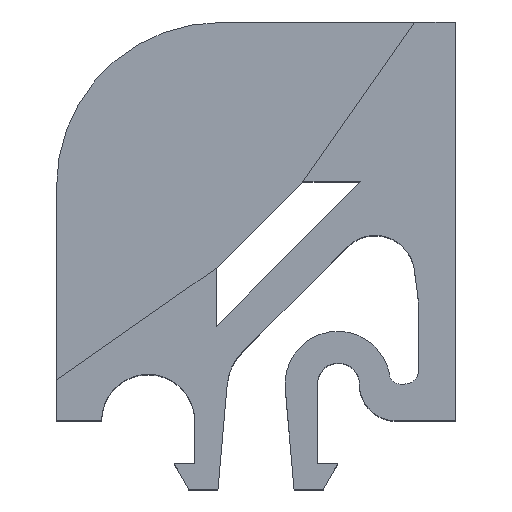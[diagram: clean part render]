
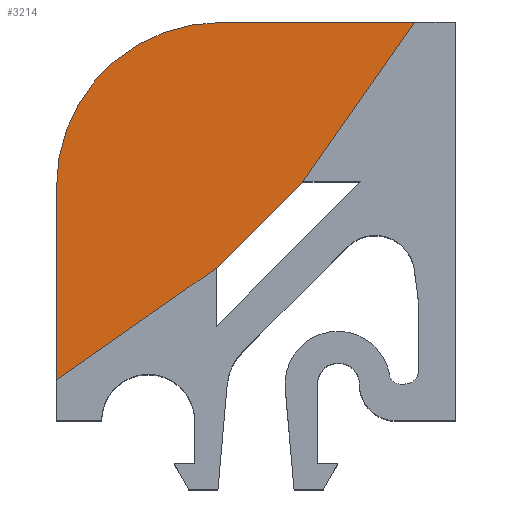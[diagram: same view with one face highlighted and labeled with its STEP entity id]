
A CAD part, top view. The second image highlights one B-rep face of the part: STEP entity #3214.
In plain terms, the highlighted planar face has unit normal (0, 0, 1).
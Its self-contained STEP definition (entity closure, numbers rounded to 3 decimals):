
#166 = VERTEX_POINT('',#167);
#167 = CARTESIAN_POINT('',(0.25,2.,2.));
#181 = PLANE('',#182);
#182 = AXIS2_PLACEMENT_3D('',#183,#184,#185);
#183 = CARTESIAN_POINT('',(0.25,2.,0.));
#184 = DIRECTION('',(-0.574,0.819,0.));
#185 = DIRECTION('',(0.819,0.574,0.));
#209 = PLANE('',#210);
#210 = AXIS2_PLACEMENT_3D('',#211,#212,#213);
#211 = CARTESIAN_POINT('',(0.25,2.,0.));
#212 = DIRECTION('',(-1.,0.,0.));
#213 = DIRECTION('',(0.,1.,0.));
#1919 = PLANE('',#1920);
#1920 = AXIS2_PLACEMENT_3D('',#1921,#1922,#1923);
#1921 = CARTESIAN_POINT('',(12.29,11.703,0.));
#1922 = DIRECTION('',(-0.819,0.574,0.));
#1923 = DIRECTION('',(0.574,0.819,0.));
#2026 = EDGE_CURVE('',#166,#2027,#2029,.T.);
#2027 = VERTEX_POINT('',#2028);
#2028 = CARTESIAN_POINT('',(0.25,11.5,2.));
#2029 = SURFACE_CURVE('',#2030,(#2034,#2041),.PCURVE_S1.);
#2030 = LINE('',#2031,#2032);
#2031 = CARTESIAN_POINT('',(0.25,2.,2.));
#2032 = VECTOR('',#2033,1.);
#2033 = DIRECTION('',(0.,1.,0.));
#2034 = PCURVE('',#209,#2035);
#2035 = DEFINITIONAL_REPRESENTATION('',(#2036),#2040);
#2036 = LINE('',#2037,#2038);
#2037 = CARTESIAN_POINT('',(0.,-2.));
#2038 = VECTOR('',#2039,1.);
#2039 = DIRECTION('',(1.,0.));
#2040 = ( GEOMETRIC_REPRESENTATION_CONTEXT(2) 
PARAMETRIC_REPRESENTATION_CONTEXT() REPRESENTATION_CONTEXT('2D SPACE',''
  ) );
#2041 = PCURVE('',#2042,#2047);
#2042 = PLANE('',#2043);
#2043 = AXIS2_PLACEMENT_3D('',#2044,#2045,#2046);
#2044 = CARTESIAN_POINT('',(7.262,12.488,2.));
#2045 = DIRECTION('',(0.,0.,1.));
#2046 = DIRECTION('',(1.,0.,0.));
#2047 = DEFINITIONAL_REPRESENTATION('',(#2048),#2052);
#2048 = LINE('',#2049,#2050);
#2049 = CARTESIAN_POINT('',(-7.012,-10.488));
#2050 = VECTOR('',#2051,1.);
#2051 = DIRECTION('',(0.,1.));
#2052 = ( GEOMETRIC_REPRESENTATION_CONTEXT(2) 
PARAMETRIC_REPRESENTATION_CONTEXT() REPRESENTATION_CONTEXT('2D SPACE',''
  ) );
#2070 = CYLINDRICAL_SURFACE('',#2071,8.);
#2071 = AXIS2_PLACEMENT_3D('',#2072,#2073,#2074);
#2072 = CARTESIAN_POINT('',(8.25,11.5,0.));
#2073 = DIRECTION('',(-0.,-0.,-1.));
#2074 = DIRECTION('',(1.,0.,0.));
#2106 = EDGE_CURVE('',#166,#2107,#2109,.T.);
#2107 = VERTEX_POINT('',#2108);
#2108 = CARTESIAN_POINT('',(8.047,7.46,2.));
#2109 = SURFACE_CURVE('',#2110,(#2114,#2121),.PCURVE_S1.);
#2110 = LINE('',#2111,#2112);
#2111 = CARTESIAN_POINT('',(0.25,2.,2.));
#2112 = VECTOR('',#2113,1.);
#2113 = DIRECTION('',(0.819,0.574,0.));
#2114 = PCURVE('',#181,#2115);
#2115 = DEFINITIONAL_REPRESENTATION('',(#2116),#2120);
#2116 = LINE('',#2117,#2118);
#2117 = CARTESIAN_POINT('',(0.,-2.));
#2118 = VECTOR('',#2119,1.);
#2119 = DIRECTION('',(1.,0.));
#2120 = ( GEOMETRIC_REPRESENTATION_CONTEXT(2) 
PARAMETRIC_REPRESENTATION_CONTEXT() REPRESENTATION_CONTEXT('2D SPACE',''
  ) );
#2121 = PCURVE('',#2042,#2122);
#2122 = DEFINITIONAL_REPRESENTATION('',(#2123),#2127);
#2123 = LINE('',#2124,#2125);
#2124 = CARTESIAN_POINT('',(-7.012,-10.488));
#2125 = VECTOR('',#2126,1.);
#2126 = DIRECTION('',(0.819,0.574));
#2127 = ( GEOMETRIC_REPRESENTATION_CONTEXT(2) 
PARAMETRIC_REPRESENTATION_CONTEXT() REPRESENTATION_CONTEXT('2D SPACE',''
  ) );
#2887 = VERTEX_POINT('',#2888);
#2888 = CARTESIAN_POINT('',(17.75,19.5,2.));
#2923 = PLANE('',#2924);
#2924 = AXIS2_PLACEMENT_3D('',#2925,#2926,#2927);
#2925 = CARTESIAN_POINT('',(17.75,19.5,0.));
#2926 = DIRECTION('',(0.,-1.,0.));
#2927 = DIRECTION('',(-1.,0.,0.));
#2954 = PLANE('',#2955);
#2955 = AXIS2_PLACEMENT_3D('',#2956,#2957,#2958);
#2956 = CARTESIAN_POINT('',(8.047,7.46,0.));
#2957 = DIRECTION('',(-0.707,0.707,0.));
#2958 = DIRECTION('',(0.707,0.707,0.));
#3039 = VERTEX_POINT('',#3040);
#3040 = CARTESIAN_POINT('',(12.29,11.703,2.));
#3141 = EDGE_CURVE('',#3039,#2887,#3142,.T.);
#3142 = SURFACE_CURVE('',#3143,(#3147,#3154),.PCURVE_S1.);
#3143 = LINE('',#3144,#3145);
#3144 = CARTESIAN_POINT('',(12.29,11.703,2.));
#3145 = VECTOR('',#3146,1.);
#3146 = DIRECTION('',(0.574,0.819,0.));
#3147 = PCURVE('',#1919,#3148);
#3148 = DEFINITIONAL_REPRESENTATION('',(#3149),#3153);
#3149 = LINE('',#3150,#3151);
#3150 = CARTESIAN_POINT('',(0.,-2.));
#3151 = VECTOR('',#3152,1.);
#3152 = DIRECTION('',(1.,0.));
#3153 = ( GEOMETRIC_REPRESENTATION_CONTEXT(2) 
PARAMETRIC_REPRESENTATION_CONTEXT() REPRESENTATION_CONTEXT('2D SPACE',''
  ) );
#3154 = PCURVE('',#2042,#3155);
#3155 = DEFINITIONAL_REPRESENTATION('',(#3156),#3160);
#3156 = LINE('',#3157,#3158);
#3157 = CARTESIAN_POINT('',(5.028,-0.785));
#3158 = VECTOR('',#3159,1.);
#3159 = DIRECTION('',(0.574,0.819));
#3160 = ( GEOMETRIC_REPRESENTATION_CONTEXT(2) 
PARAMETRIC_REPRESENTATION_CONTEXT() REPRESENTATION_CONTEXT('2D SPACE',''
  ) );
#3169 = VERTEX_POINT('',#3170);
#3170 = CARTESIAN_POINT('',(8.25,19.5,2.));
#3191 = EDGE_CURVE('',#3169,#2027,#3192,.T.);
#3192 = SURFACE_CURVE('',#3193,(#3198,#3205),.PCURVE_S1.);
#3193 = CIRCLE('',#3194,8.);
#3194 = AXIS2_PLACEMENT_3D('',#3195,#3196,#3197);
#3195 = CARTESIAN_POINT('',(8.25,11.5,2.));
#3196 = DIRECTION('',(0.,0.,1.));
#3197 = DIRECTION('',(1.,0.,0.));
#3198 = PCURVE('',#2070,#3199);
#3199 = DEFINITIONAL_REPRESENTATION('',(#3200),#3204);
#3200 = LINE('',#3201,#3202);
#3201 = CARTESIAN_POINT('',(-0.,-2.));
#3202 = VECTOR('',#3203,1.);
#3203 = DIRECTION('',(-1.,0.));
#3204 = ( GEOMETRIC_REPRESENTATION_CONTEXT(2) 
PARAMETRIC_REPRESENTATION_CONTEXT() REPRESENTATION_CONTEXT('2D SPACE',''
  ) );
#3205 = PCURVE('',#2042,#3206);
#3206 = DEFINITIONAL_REPRESENTATION('',(#3207),#3211);
#3207 = CIRCLE('',#3208,8.);
#3208 = AXIS2_PLACEMENT_2D('',#3209,#3210);
#3209 = CARTESIAN_POINT('',(0.988,-0.988));
#3210 = DIRECTION('',(1.,0.));
#3211 = ( GEOMETRIC_REPRESENTATION_CONTEXT(2) 
PARAMETRIC_REPRESENTATION_CONTEXT() REPRESENTATION_CONTEXT('2D SPACE',''
  ) );
#3214 = ADVANCED_FACE('',(#3215),#2042,.T.);
#3215 = FACE_BOUND('',#3216,.T.);
#3216 = EDGE_LOOP('',(#3217,#3218,#3239,#3240,#3261,#3262));
#3217 = ORIENTED_EDGE('',*,*,#2106,.T.);
#3218 = ORIENTED_EDGE('',*,*,#3219,.T.);
#3219 = EDGE_CURVE('',#2107,#3039,#3220,.T.);
#3220 = SURFACE_CURVE('',#3221,(#3225,#3232),.PCURVE_S1.);
#3221 = LINE('',#3222,#3223);
#3222 = CARTESIAN_POINT('',(8.047,7.46,2.));
#3223 = VECTOR('',#3224,1.);
#3224 = DIRECTION('',(0.707,0.707,0.));
#3225 = PCURVE('',#2042,#3226);
#3226 = DEFINITIONAL_REPRESENTATION('',(#3227),#3231);
#3227 = LINE('',#3228,#3229);
#3228 = CARTESIAN_POINT('',(0.785,-5.028));
#3229 = VECTOR('',#3230,1.);
#3230 = DIRECTION('',(0.707,0.707));
#3231 = ( GEOMETRIC_REPRESENTATION_CONTEXT(2) 
PARAMETRIC_REPRESENTATION_CONTEXT() REPRESENTATION_CONTEXT('2D SPACE',''
  ) );
#3232 = PCURVE('',#2954,#3233);
#3233 = DEFINITIONAL_REPRESENTATION('',(#3234),#3238);
#3234 = LINE('',#3235,#3236);
#3235 = CARTESIAN_POINT('',(0.,-2.));
#3236 = VECTOR('',#3237,1.);
#3237 = DIRECTION('',(1.,0.));
#3238 = ( GEOMETRIC_REPRESENTATION_CONTEXT(2) 
PARAMETRIC_REPRESENTATION_CONTEXT() REPRESENTATION_CONTEXT('2D SPACE',''
  ) );
#3239 = ORIENTED_EDGE('',*,*,#3141,.T.);
#3240 = ORIENTED_EDGE('',*,*,#3241,.T.);
#3241 = EDGE_CURVE('',#2887,#3169,#3242,.T.);
#3242 = SURFACE_CURVE('',#3243,(#3247,#3254),.PCURVE_S1.);
#3243 = LINE('',#3244,#3245);
#3244 = CARTESIAN_POINT('',(17.75,19.5,2.));
#3245 = VECTOR('',#3246,1.);
#3246 = DIRECTION('',(-1.,0.,0.));
#3247 = PCURVE('',#2042,#3248);
#3248 = DEFINITIONAL_REPRESENTATION('',(#3249),#3253);
#3249 = LINE('',#3250,#3251);
#3250 = CARTESIAN_POINT('',(10.488,7.012));
#3251 = VECTOR('',#3252,1.);
#3252 = DIRECTION('',(-1.,0.));
#3253 = ( GEOMETRIC_REPRESENTATION_CONTEXT(2) 
PARAMETRIC_REPRESENTATION_CONTEXT() REPRESENTATION_CONTEXT('2D SPACE',''
  ) );
#3254 = PCURVE('',#2923,#3255);
#3255 = DEFINITIONAL_REPRESENTATION('',(#3256),#3260);
#3256 = LINE('',#3257,#3258);
#3257 = CARTESIAN_POINT('',(0.,-2.));
#3258 = VECTOR('',#3259,1.);
#3259 = DIRECTION('',(1.,0.));
#3260 = ( GEOMETRIC_REPRESENTATION_CONTEXT(2) 
PARAMETRIC_REPRESENTATION_CONTEXT() REPRESENTATION_CONTEXT('2D SPACE',''
  ) );
#3261 = ORIENTED_EDGE('',*,*,#3191,.T.);
#3262 = ORIENTED_EDGE('',*,*,#2026,.F.);
